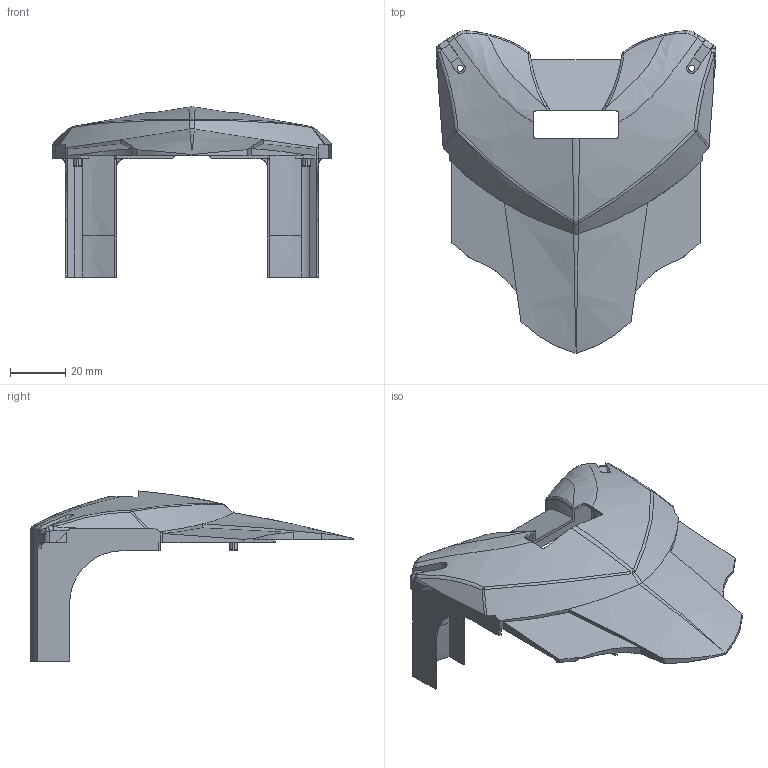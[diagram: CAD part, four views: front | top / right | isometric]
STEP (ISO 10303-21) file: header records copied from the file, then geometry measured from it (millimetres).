
FILE_DESCRIPTION((''),'2;1');
FILE_NAME('PRT_BIO2_SKIN_CHEST_V4','2010-12-08T',('yunever'),(''),'PRO/ENGINEER BY PARAMETRIC TECHNOLOGY CORPORATION, 2009060','PRO/ENGINEER BY PARAMETRIC TECHNOLOGY CORPORATION, 2009060','');
FILE_SCHEMA(('CONFIG_CONTROL_DESIGN'));
Length unit declared in the file: millimetre
Products named in the file (1): PRT_BIO2_SKIN_CHEST_V4
Bounding box: 101.43 x 117.18 x 61.72 mm (x, y, z)
Volume: 17741.8 mm3; surface area: 36248.6 mm2
Topology: 1 solids, 1 shells, 393 faces, 1100 edges, 713 vertices
Faces by surface type: plane 155, bspline 78, extrusion 74, cylinder 68, sphere 10, torus 8
Entity records: 19767 total; most frequent: CARTESIAN_POINT 10742, ORIENTED_EDGE 2200, DIRECTION 1321, EDGE_CURVE 1100, VERTEX_POINT 713, VECTOR 553, B_SPLINE_CURVE_WITH_KNOTS 552, LINE 479
